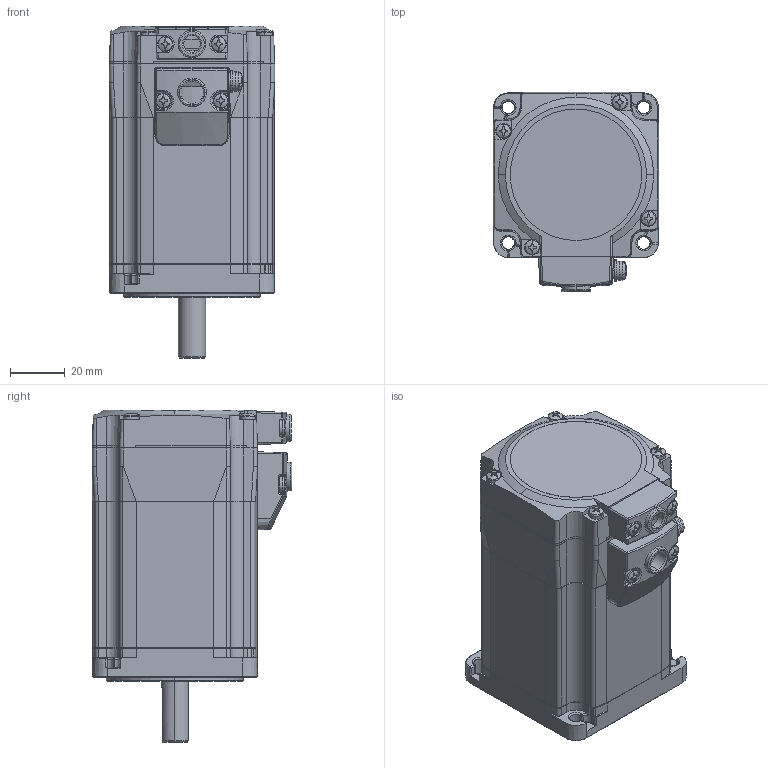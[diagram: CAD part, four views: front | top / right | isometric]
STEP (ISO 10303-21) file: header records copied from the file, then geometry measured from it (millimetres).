
FILE_DESCRIPTION (( 'STEP AP203' ), '1' );
FILE_NAME ('AZM69A0C-A50.STEP', '2019-03-14T01:24:23', ( '' ), ( '' ), 'SwSTEP 2.0', 'SolidWorks 2017', '' );
FILE_SCHEMA (( 'CONFIG_CONTROL_DESIGN' ));
Length unit declared in the file: millimetre
Products named in the file (22): NPNWSK4006TCR; BB6000ZZ-D; MK20AZP-NG7S_MK20AZP-NG7S; MRC24VPD-M; AZM69A0C-A50; MSC282HPD-NE; MPSP20AS3; MR28ASD4-K; NTN3075TZ3; 01_MPCCB07SVA-P; MPCCB08ASA2-P_01; MPGP20AS; MSK20AS2-P; MPGP1720_MPGP1720; NTN3015S_AZ用; MK20ASH602-NG7S_僯僢僙僀AFC僊儎梡; MRPM20PN8-K; MT28AS4-K; MPR241215
Assembly tree (34 placements, depth 3):
  AZM69A0C-A50
    MK20ASH602-NG7S_僯僢僙僀AFC僊儎梡
    BB6000ZZ-D  x2
    01_MPCCB07SVA-P
    MK20AZP-NG7S_MK20AZP-NG7S
    MPCCB08ASA2-P_01
    MR28ASD4-K
      MT28AS4-K
      MRC24VPD-M
      MRPM20PN8-K  x2
      MRC24VPD-M
      MPR241215
      MRC24VPD-M
      MRC24VPD-M
    MSC282HPD-NE
    MSK20AS2-P
    MPSP20AS3  x2
    MPGP20AS
    MPGP1720_MPGP1720
    NTN3075TZ3  x4
    NPNWSK4006TCR
    NTN3015S_AZ用  x8
Bounding box: 60.36 x 72.88 x 121.2 mm (x, y, z)
Volume: 207473.4 mm3; surface area: 145613.2 mm2
Topology: 43 solids, 43 shells, 4226 faces, 11649 edges, 7500 vertices
Faces by surface type: cylinder 2107, plane 1428, torus 260, cone 220, bspline 126, sphere 85
Entity records: 129522 total; most frequent: CARTESIAN_POINT 26904, DIRECTION 21980, ORIENTED_EDGE 21026, EDGE_CURVE 10513, AXIS2_PLACEMENT_3D 8338, VERTEX_POINT 6817, LINE 5304, VECTOR 5304
